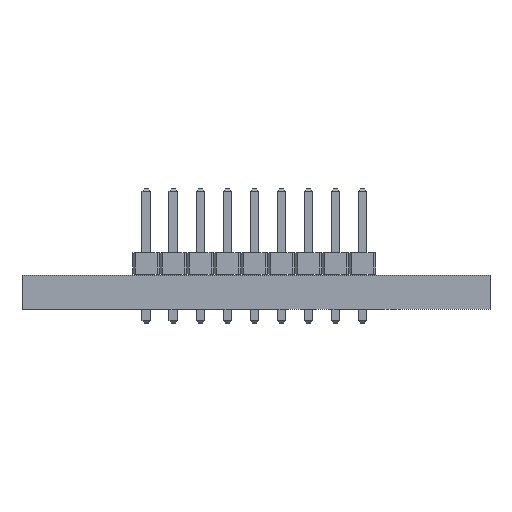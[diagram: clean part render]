
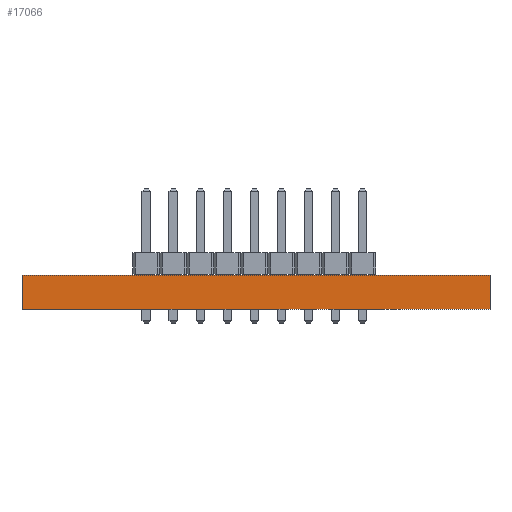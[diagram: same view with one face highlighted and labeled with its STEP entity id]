
A CAD part, left-side view. The second image highlights one B-rep face of the part: STEP entity #17066.
In plain terms, the highlighted planar face has unit normal (-1, 0, 0).
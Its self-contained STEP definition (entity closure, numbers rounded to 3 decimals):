
#14199 = PLANE('',#14200);
#14200 = AXIS2_PLACEMENT_3D('',#14201,#14202,#14203);
#14201 = CARTESIAN_POINT('',(172.25,-125.25,1.6));
#14202 = DIRECTION('',(0.,0.,1.));
#14203 = DIRECTION('',(1.,0.,-0.));
#14227 = PLANE('',#14228);
#14228 = AXIS2_PLACEMENT_3D('',#14229,#14230,#14231);
#14229 = CARTESIAN_POINT('',(178.5,-114.25,0.));
#14230 = DIRECTION('',(0.,-1.,0.));
#14231 = DIRECTION('',(-1.,0.,0.));
#14253 = PLANE('',#14254);
#14254 = AXIS2_PLACEMENT_3D('',#14255,#14256,#14257);
#14255 = CARTESIAN_POINT('',(172.25,-125.25,0.));
#14256 = DIRECTION('',(0.,0.,1.));
#14257 = DIRECTION('',(1.,0.,-0.));
#14346 = VERTEX_POINT('',#14347);
#14347 = CARTESIAN_POINT('',(161.,-114.25,1.6));
#14368 = EDGE_CURVE('',#14369,#14346,#14371,.T.);
#14369 = VERTEX_POINT('',#14370);
#14370 = CARTESIAN_POINT('',(161.,-114.25,0.));
#14371 = SURFACE_CURVE('',#14372,(#14376,#14383),.PCURVE_S1.);
#14372 = LINE('',#14373,#14374);
#14373 = CARTESIAN_POINT('',(161.,-114.25,0.));
#14374 = VECTOR('',#14375,1.);
#14375 = DIRECTION('',(0.,0.,1.));
#14376 = PCURVE('',#14227,#14377);
#14377 = DEFINITIONAL_REPRESENTATION('',(#14378),#14382);
#14378 = LINE('',#14379,#14380);
#14379 = CARTESIAN_POINT('',(17.5,0.));
#14380 = VECTOR('',#14381,1.);
#14381 = DIRECTION('',(0.,-1.));
#14382 = ( GEOMETRIC_REPRESENTATION_CONTEXT(2) 
PARAMETRIC_REPRESENTATION_CONTEXT() REPRESENTATION_CONTEXT('2D SPACE',''
  ) );
#14383 = PCURVE('',#14384,#14389);
#14384 = PLANE('',#14385);
#14385 = AXIS2_PLACEMENT_3D('',#14386,#14387,#14388);
#14386 = CARTESIAN_POINT('',(161.,-114.25,0.));
#14387 = DIRECTION('',(1.,0.,-0.));
#14388 = DIRECTION('',(0.,-1.,0.));
#14389 = DEFINITIONAL_REPRESENTATION('',(#14390),#14394);
#14390 = LINE('',#14391,#14392);
#14391 = CARTESIAN_POINT('',(0.,0.));
#14392 = VECTOR('',#14393,1.);
#14393 = DIRECTION('',(0.,-1.));
#14394 = ( GEOMETRIC_REPRESENTATION_CONTEXT(2) 
PARAMETRIC_REPRESENTATION_CONTEXT() REPRESENTATION_CONTEXT('2D SPACE',''
  ) );
#14422 = EDGE_CURVE('',#14369,#14423,#14425,.T.);
#14423 = VERTEX_POINT('',#14424);
#14424 = CARTESIAN_POINT('',(161.,-136.25,0.));
#14425 = SURFACE_CURVE('',#14426,(#14430,#14437),.PCURVE_S1.);
#14426 = LINE('',#14427,#14428);
#14427 = CARTESIAN_POINT('',(161.,-114.25,0.));
#14428 = VECTOR('',#14429,1.);
#14429 = DIRECTION('',(0.,-1.,0.));
#14430 = PCURVE('',#14253,#14431);
#14431 = DEFINITIONAL_REPRESENTATION('',(#14432),#14436);
#14432 = LINE('',#14433,#14434);
#14433 = CARTESIAN_POINT('',(-11.25,11.));
#14434 = VECTOR('',#14435,1.);
#14435 = DIRECTION('',(0.,-1.));
#14436 = ( GEOMETRIC_REPRESENTATION_CONTEXT(2) 
PARAMETRIC_REPRESENTATION_CONTEXT() REPRESENTATION_CONTEXT('2D SPACE',''
  ) );
#14437 = PCURVE('',#14384,#14438);
#14438 = DEFINITIONAL_REPRESENTATION('',(#14439),#14443);
#14439 = LINE('',#14440,#14441);
#14440 = CARTESIAN_POINT('',(0.,0.));
#14441 = VECTOR('',#14442,1.);
#14442 = DIRECTION('',(1.,0.));
#14443 = ( GEOMETRIC_REPRESENTATION_CONTEXT(2) 
PARAMETRIC_REPRESENTATION_CONTEXT() REPRESENTATION_CONTEXT('2D SPACE',''
  ) );
#14461 = PLANE('',#14462);
#14462 = AXIS2_PLACEMENT_3D('',#14463,#14464,#14465);
#14463 = CARTESIAN_POINT('',(161.,-136.25,0.));
#14464 = DIRECTION('',(0.,1.,0.));
#14465 = DIRECTION('',(1.,0.,0.));
#15851 = EDGE_CURVE('',#14346,#15852,#15854,.T.);
#15852 = VERTEX_POINT('',#15853);
#15853 = CARTESIAN_POINT('',(161.,-136.25,1.6));
#15854 = SURFACE_CURVE('',#15855,(#15859,#15866),.PCURVE_S1.);
#15855 = LINE('',#15856,#15857);
#15856 = CARTESIAN_POINT('',(161.,-114.25,1.6));
#15857 = VECTOR('',#15858,1.);
#15858 = DIRECTION('',(0.,-1.,0.));
#15859 = PCURVE('',#14199,#15860);
#15860 = DEFINITIONAL_REPRESENTATION('',(#15861),#15865);
#15861 = LINE('',#15862,#15863);
#15862 = CARTESIAN_POINT('',(-11.25,11.));
#15863 = VECTOR('',#15864,1.);
#15864 = DIRECTION('',(0.,-1.));
#15865 = ( GEOMETRIC_REPRESENTATION_CONTEXT(2) 
PARAMETRIC_REPRESENTATION_CONTEXT() REPRESENTATION_CONTEXT('2D SPACE',''
  ) );
#15866 = PCURVE('',#14384,#15867);
#15867 = DEFINITIONAL_REPRESENTATION('',(#15868),#15872);
#15868 = LINE('',#15869,#15870);
#15869 = CARTESIAN_POINT('',(0.,-1.6));
#15870 = VECTOR('',#15871,1.);
#15871 = DIRECTION('',(1.,0.));
#15872 = ( GEOMETRIC_REPRESENTATION_CONTEXT(2) 
PARAMETRIC_REPRESENTATION_CONTEXT() REPRESENTATION_CONTEXT('2D SPACE',''
  ) );
#17066 = ADVANCED_FACE('',(#17067),#14384,.F.);
#17067 = FACE_BOUND('',#17068,.F.);
#17068 = EDGE_LOOP('',(#17069,#17070,#17071,#17092));
#17069 = ORIENTED_EDGE('',*,*,#14368,.T.);
#17070 = ORIENTED_EDGE('',*,*,#15851,.T.);
#17071 = ORIENTED_EDGE('',*,*,#17072,.F.);
#17072 = EDGE_CURVE('',#14423,#15852,#17073,.T.);
#17073 = SURFACE_CURVE('',#17074,(#17078,#17085),.PCURVE_S1.);
#17074 = LINE('',#17075,#17076);
#17075 = CARTESIAN_POINT('',(161.,-136.25,0.));
#17076 = VECTOR('',#17077,1.);
#17077 = DIRECTION('',(0.,0.,1.));
#17078 = PCURVE('',#14384,#17079);
#17079 = DEFINITIONAL_REPRESENTATION('',(#17080),#17084);
#17080 = LINE('',#17081,#17082);
#17081 = CARTESIAN_POINT('',(22.,0.));
#17082 = VECTOR('',#17083,1.);
#17083 = DIRECTION('',(0.,-1.));
#17084 = ( GEOMETRIC_REPRESENTATION_CONTEXT(2) 
PARAMETRIC_REPRESENTATION_CONTEXT() REPRESENTATION_CONTEXT('2D SPACE',''
  ) );
#17085 = PCURVE('',#14461,#17086);
#17086 = DEFINITIONAL_REPRESENTATION('',(#17087),#17091);
#17087 = LINE('',#17088,#17089);
#17088 = CARTESIAN_POINT('',(0.,0.));
#17089 = VECTOR('',#17090,1.);
#17090 = DIRECTION('',(0.,-1.));
#17091 = ( GEOMETRIC_REPRESENTATION_CONTEXT(2) 
PARAMETRIC_REPRESENTATION_CONTEXT() REPRESENTATION_CONTEXT('2D SPACE',''
  ) );
#17092 = ORIENTED_EDGE('',*,*,#14422,.F.);
